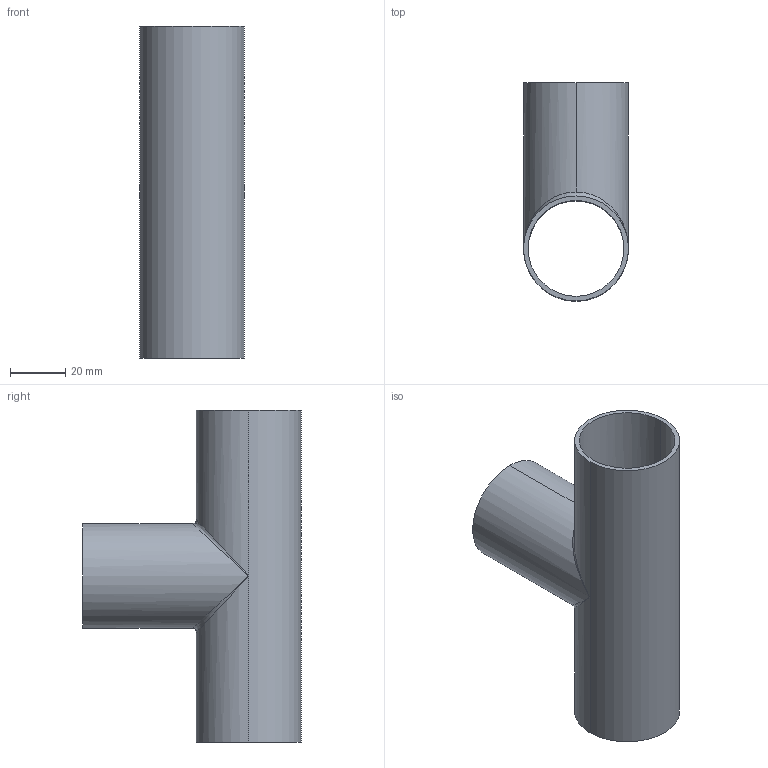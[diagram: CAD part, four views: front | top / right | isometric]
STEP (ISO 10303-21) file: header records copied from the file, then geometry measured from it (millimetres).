
FILE_DESCRIPTION (( 'STEP AP214' ), '1' );
FILE_NAME ('DT9 38.1.STEP', '2014-02-12T02:00:23', ( '' ), ( '' ), 'SwSTEP 2.0', 'SolidWorks 2013', '' );
FILE_SCHEMA (( 'AUTOMOTIVE_DESIGN' ));
Length unit declared in the file: millimetre
Products named in the file (1): DT9 38.1
Bounding box: 38.1 x 79.35 x 120.6 mm (x, y, z)
Volume: 29722.9 mm3; surface area: 36589.2 mm2
Topology: 1 solids, 1 shells, 17 faces, 44 edges, 20 vertices
Faces by surface type: cylinder 10, bspline 4, plane 3
Entity records: 876 total; most frequent: CARTESIAN_POINT 514, ORIENTED_EDGE 72, DIRECTION 64, EDGE_CURVE 36, AXIS2_PLACEMENT_3D 26, EDGE_LOOP 20, VERTEX_POINT 20, FACE_OUTER_BOUND 17
